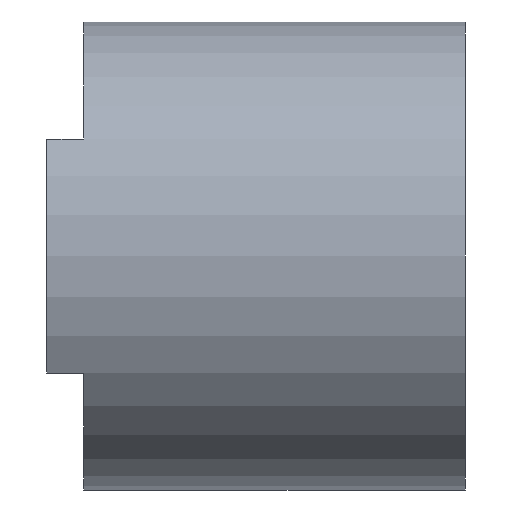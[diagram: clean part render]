
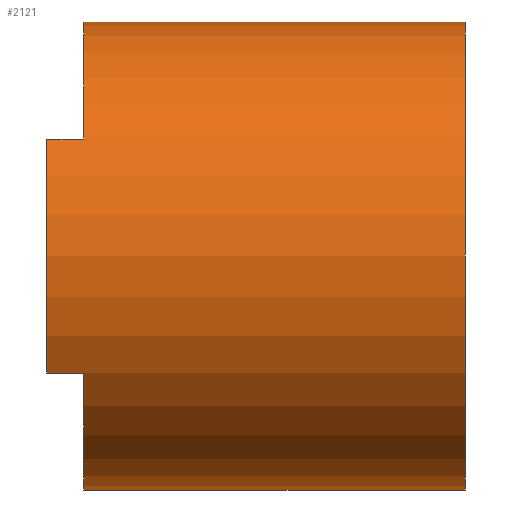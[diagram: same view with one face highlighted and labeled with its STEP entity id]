
A CAD part, left-side view. The second image highlights one B-rep face of the part: STEP entity #2121.
In plain terms, the highlighted cylindrical face has radius 9.5 mm (diameter 19 mm), a partial arc.
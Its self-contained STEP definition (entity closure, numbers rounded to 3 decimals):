
#12 = DIRECTION ( 'NONE',  ( 0., 1., 0. ) ) ;
#101 = EDGE_CURVE ( 'NONE', #4811, #1974, #4214, .T. ) ;
#370 = ORIENTED_EDGE ( 'NONE', *, *, #2707, .T. ) ;
#516 = EDGE_CURVE ( 'NONE', #2729, #3853, #4525, .T. ) ;
#540 = CARTESIAN_POINT ( 'NONE',  ( -18., 17., -9.5 ) ) ;
#587 = ORIENTED_EDGE ( 'NONE', *, *, #4716, .T. ) ;
#622 = ORIENTED_EDGE ( 'NONE', *, *, #769, .T. ) ;
#626 = VECTOR ( 'NONE', #3743, 1000. ) ;
#748 = AXIS2_PLACEMENT_3D ( 'NONE', #5001, #5114, #1464 ) ;
#749 = ORIENTED_EDGE ( 'NONE', *, *, #1317, .F. ) ;
#769 = EDGE_CURVE ( 'NONE', #5044, #3853, #3583, .T. ) ;
#908 = CARTESIAN_POINT ( 'NONE',  ( -18., 0., 9.5 ) ) ;
#1267 = AXIS2_PLACEMENT_3D ( 'NONE', #2022, #3451, #5072 ) ;
#1317 = EDGE_CURVE ( 'NONE', #5044, #2143, #2880, .T. ) ;
#1464 = DIRECTION ( 'NONE',  ( 0., 0., 1. ) ) ;
#1522 = LINE ( 'NONE', #540, #4856 ) ;
#1575 = VECTOR ( 'NONE', #12, 1000. ) ;
#1686 = AXIS2_PLACEMENT_3D ( 'NONE', #4198, #4169, #4140 ) ;
#1743 = DIRECTION ( 'NONE',  ( 0., 0., 1. ) ) ;
#1828 = VERTEX_POINT ( 'NONE', #908 ) ;
#1974 = VERTEX_POINT ( 'NONE', #2612 ) ;
#2003 = ORIENTED_EDGE ( 'NONE', *, *, #101, .F. ) ;
#2022 = CARTESIAN_POINT ( 'NONE',  ( -18., 15.5, 0. ) ) ;
#2121 = ADVANCED_FACE ( 'NONE', ( #5201 ), #2887, .T. ) ;
#2143 = VERTEX_POINT ( 'NONE', #3389 ) ;
#2216 = EDGE_CURVE ( 'NONE', #4755, #1828, #4597, .T. ) ;
#2219 = DIRECTION ( 'NONE',  ( 0., -1., 0. ) ) ;
#2581 = ORIENTED_EDGE ( 'NONE', *, *, #516, .F. ) ;
#2612 = CARTESIAN_POINT ( 'NONE',  ( -18., 15.5, 9.5 ) ) ;
#2707 = EDGE_CURVE ( 'NONE', #2729, #4755, #1522, .T. ) ;
#2729 = VERTEX_POINT ( 'NONE', #5171 ) ;
#2877 = CARTESIAN_POINT ( 'NONE',  ( -18., 0., 0. ) ) ;
#2880 = CIRCLE ( 'NONE', #1686, 9.5 ) ;
#2887 = CYLINDRICAL_SURFACE ( 'NONE', #3687, 9.5 ) ;
#3127 = VECTOR ( 'NONE', #3531, 1000. ) ;
#3226 = CARTESIAN_POINT ( 'NONE',  ( -26.227, 17., 4.75 ) ) ;
#3389 = CARTESIAN_POINT ( 'NONE',  ( -26.227, 17., 4.75 ) ) ;
#3417 = CARTESIAN_POINT ( 'NONE',  ( -26.227, 17., -4.75 ) ) ;
#3451 = DIRECTION ( 'NONE',  ( 0., 1., 0. ) ) ;
#3531 = DIRECTION ( 'NONE',  ( 0., -1., 0. ) ) ;
#3583 = LINE ( 'NONE', #4346, #626 ) ;
#3687 = AXIS2_PLACEMENT_3D ( 'NONE', #3874, #4700, #4424 ) ;
#3743 = DIRECTION ( 'NONE',  ( 0., -1., 0. ) ) ;
#3776 = ORIENTED_EDGE ( 'NONE', *, *, #5056, .F. ) ;
#3853 = VERTEX_POINT ( 'NONE', #4347 ) ;
#3874 = CARTESIAN_POINT ( 'NONE',  ( -18., 17., 0. ) ) ;
#4140 = DIRECTION ( 'NONE',  ( 0., 0., 1. ) ) ;
#4169 = DIRECTION ( 'NONE',  ( 0., 1., 0. ) ) ;
#4196 = LINE ( 'NONE', #4282, #3127 ) ;
#4198 = CARTESIAN_POINT ( 'NONE',  ( -18., 17., 0. ) ) ;
#4214 = CIRCLE ( 'NONE', #1267, 9.5 ) ;
#4282 = CARTESIAN_POINT ( 'NONE',  ( -18., 17., 9.5 ) ) ;
#4346 = CARTESIAN_POINT ( 'NONE',  ( -26.227, 17., -4.75 ) ) ;
#4347 = CARTESIAN_POINT ( 'NONE',  ( -26.227, 15.5, -4.75 ) ) ;
#4424 = DIRECTION ( 'NONE',  ( 0., 0., -1. ) ) ;
#4525 = CIRCLE ( 'NONE', #748, 9.5 ) ;
#4529 = CARTESIAN_POINT ( 'NONE',  ( -26.227, 15.5, 4.75 ) ) ;
#4549 = ORIENTED_EDGE ( 'NONE', *, *, #2216, .T. ) ;
#4595 = AXIS2_PLACEMENT_3D ( 'NONE', #2877, #4676, #1743 ) ;
#4597 = CIRCLE ( 'NONE', #4595, 9.5 ) ;
#4676 = DIRECTION ( 'NONE',  ( 0., 1., 0. ) ) ;
#4700 = DIRECTION ( 'NONE',  ( 0., -1., 0. ) ) ;
#4716 = EDGE_CURVE ( 'NONE', #4811, #2143, #4784, .T. ) ;
#4755 = VERTEX_POINT ( 'NONE', #5304 ) ;
#4784 = LINE ( 'NONE', #3226, #1575 ) ;
#4811 = VERTEX_POINT ( 'NONE', #4529 ) ;
#4856 = VECTOR ( 'NONE', #2219, 1000. ) ;
#5001 = CARTESIAN_POINT ( 'NONE',  ( -18., 15.5, 0. ) ) ;
#5044 = VERTEX_POINT ( 'NONE', #3417 ) ;
#5056 = EDGE_CURVE ( 'NONE', #1974, #1828, #4196, .T. ) ;
#5072 = DIRECTION ( 'NONE',  ( 0., 0., 1. ) ) ;
#5114 = DIRECTION ( 'NONE',  ( 0., 1., 0. ) ) ;
#5171 = CARTESIAN_POINT ( 'NONE',  ( -18., 15.5, -9.5 ) ) ;
#5201 = FACE_OUTER_BOUND ( 'NONE', #5311, .T. ) ;
#5304 = CARTESIAN_POINT ( 'NONE',  ( -18., 0., -9.5 ) ) ;
#5311 = EDGE_LOOP ( 'NONE', ( #2003, #587, #749, #622, #2581, #370, #4549, #3776 ) ) ;
